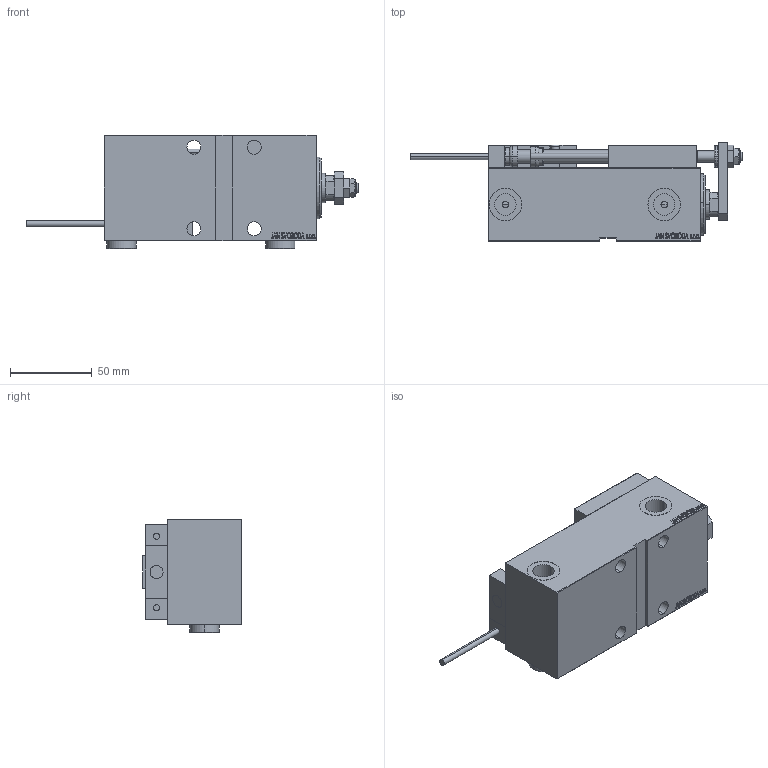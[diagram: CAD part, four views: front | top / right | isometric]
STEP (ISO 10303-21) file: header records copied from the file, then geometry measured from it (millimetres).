
FILE_DESCRIPTION (( 'STEP AP203' ), '1' );
FILE_NAME ('906c.STEP', '2024-03-18T12:01:15', ( '' ), ( '' ), 'SwSTEP 2.0', 'SolidWorks 2019', '' );
FILE_SCHEMA (( 'CONFIG_CONTROL_DESIGN' ));
Length unit declared in the file: millimetre
Products named in the file (17): SWITCH X d99170d31299b1e63f470e49ebc744dd; KONCOVKA d99170d31299b1e63f470e49ebc744dd; NUT_D10 d99170d31299b1e63f470e49ebc744dd; SWITCH DIM B,W d99170d31299b1e63f470e49ebc744dd; ALLEN BOLT D5 d99170d31299b1e63f470e49ebc744dd; V450CM_G_VCP d99170d31299b1e63f470e49ebc744dd; V450CM_VC_G d99170d31299b1e63f470e49ebc744dd; 906c; ALLEN BOLT D8 d99170d31299b1e63f470e49ebc744dd; MAGNET d99170d31299b1e63f470e49ebc744dd; TYC_L79 d99170d31299b1e63f470e49ebc744dd; ZARAZKA d99170d31299b1e63f470e49ebc744dd; Block d99170d31299b1e63f470e49ebc744dd; SWITCH_X_FRONT_BACK d99170d31299b1e63f470e49ebc744dd; Zatka_OIL_PORT d99170d31299b1e63f470e49ebc744dd; V450CM_G_Body d99170d31299b1e63f470e49ebc744dd; NUT_D12 d99170d31299b1e63f470e49ebc744dd
Assembly tree (27 placements, depth 3):
  906c
    V450CM_G_Body d99170d31299b1e63f470e49ebc744dd
    V450CM_G_VCP d99170d31299b1e63f470e49ebc744dd
    V450CM_VC_G d99170d31299b1e63f470e49ebc744dd
    SWITCH X d99170d31299b1e63f470e49ebc744dd
      SWITCH_X_FRONT_BACK d99170d31299b1e63f470e49ebc744dd  x2
      TYC_L79 d99170d31299b1e63f470e49ebc744dd
      Block d99170d31299b1e63f470e49ebc744dd  x2
      ALLEN BOLT D5 d99170d31299b1e63f470e49ebc744dd  x4
      ALLEN BOLT D8 d99170d31299b1e63f470e49ebc744dd  x4
      MAGNET d99170d31299b1e63f470e49ebc744dd  x2
      KONCOVKA d99170d31299b1e63f470e49ebc744dd  x2
    ZARAZKA d99170d31299b1e63f470e49ebc744dd
    NUT_D10 d99170d31299b1e63f470e49ebc744dd
    NUT_D12 d99170d31299b1e63f470e49ebc744dd
    SWITCH DIM B,W d99170d31299b1e63f470e49ebc744dd
    Zatka_OIL_PORT d99170d31299b1e63f470e49ebc744dd  x2
Bounding box: 203.7 x 60.5 x 69.9 mm (x, y, z)
Volume: 392698.6 mm3; surface area: 92219.7 mm2
Topology: 26 solids, 26 shells, 1350 faces, 3226 edges, 2058 vertices
Faces by surface type: plane 605, bspline 380, cylinder 200, cone 117, torus 44, sphere 4
Entity records: 51470 total; most frequent: CARTESIAN_POINT 25823, ORIENTED_EDGE 5392, DIRECTION 3689, EDGE_CURVE 2696, VERTEX_POINT 1758, VECTOR 1561, LINE 1561, EDGE_LOOP 1248
